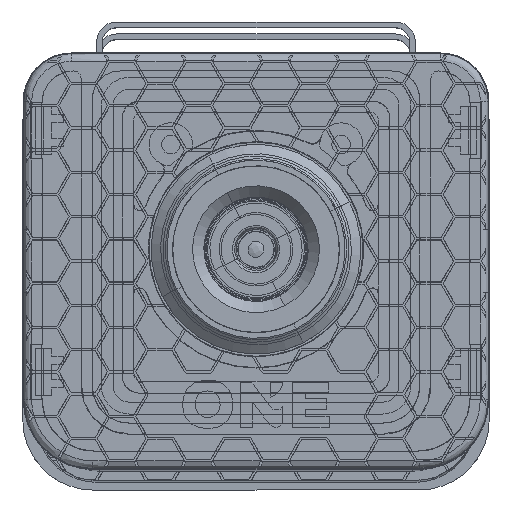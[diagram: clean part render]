
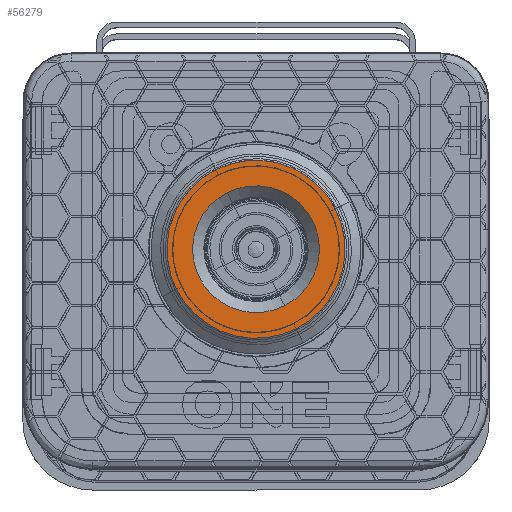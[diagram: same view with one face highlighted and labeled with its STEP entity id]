
A CAD part, top view. The second image highlights one B-rep face of the part: STEP entity #56279.
In plain terms, the highlighted face is planar.
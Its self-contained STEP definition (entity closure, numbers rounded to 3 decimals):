
#1603 = CARTESIAN_POINT ( 'NONE',  ( 11.25, 4.509, 0. ) ) ;
#1924 = AXIS2_PLACEMENT_3D ( 'NONE', #17404, #43609, #50914 ) ;
#6308 = EDGE_CURVE ( 'NONE', #19592, #20052, #31996, .T. ) ;
#6452 = CARTESIAN_POINT ( 'NONE',  ( 0., 4.509, -8. ) ) ;
#7532 = AXIS2_PLACEMENT_3D ( 'NONE', #62320, #14632, #9873 ) ;
#9475 = DIRECTION ( 'NONE',  ( 1., 0., 0. ) ) ;
#9873 = DIRECTION ( 'NONE',  ( 0., 0., 1. ) ) ;
#14349 = CIRCLE ( 'NONE', #7532, 8. ) ;
#14452 = ORIENTED_EDGE ( 'NONE', *, *, #6308, .F. ) ;
#14632 = DIRECTION ( 'NONE',  ( 0., 1., 0. ) ) ;
#17404 = CARTESIAN_POINT ( 'NONE',  ( 0., 4.509, 0. ) ) ;
#19165 = EDGE_CURVE ( 'NONE', #65152, #21829, #14349, .T. ) ;
#19592 = VERTEX_POINT ( 'NONE', #1603 ) ;
#20052 = VERTEX_POINT ( 'NONE', #26851 ) ;
#21829 = VERTEX_POINT ( 'NONE', #6452 ) ;
#25137 = FACE_BOUND ( 'NONE', #37113, .T. ) ;
#26851 = CARTESIAN_POINT ( 'NONE',  ( -11.25, 4.509, 0. ) ) ;
#29252 = DIRECTION ( 'NONE',  ( 0., 0., 1. ) ) ;
#31996 = CIRCLE ( 'NONE', #80028, 11.25 ) ;
#35458 = DIRECTION ( 'NONE',  ( 0., -1., 0. ) ) ;
#37113 = EDGE_LOOP ( 'NONE', ( #83891, #48614 ) ) ;
#40656 = CARTESIAN_POINT ( 'NONE',  ( 0., 4.509, 0. ) ) ;
#42972 = EDGE_LOOP ( 'NONE', ( #14452, #45686 ) ) ;
#43609 = DIRECTION ( 'NONE',  ( 0., -1., 0. ) ) ;
#45686 = ORIENTED_EDGE ( 'NONE', *, *, #65407, .F. ) ;
#45825 = AXIS2_PLACEMENT_3D ( 'NONE', #40656, #35458, #66884 ) ;
#48614 = ORIENTED_EDGE ( 'NONE', *, *, #48955, .F. ) ;
#48955 = EDGE_CURVE ( 'NONE', #21829, #65152, #52963, .T. ) ;
#49633 = FACE_OUTER_BOUND ( 'NONE', #42972, .T. ) ;
#50914 = DIRECTION ( 'NONE',  ( 0., 0., -1. ) ) ;
#52963 = CIRCLE ( 'NONE', #76298, 8. ) ;
#56279 = ADVANCED_FACE ( 'NONE', ( #25137, #49633 ), #56964, .F. ) ;
#56964 = PLANE ( 'NONE',  #1924 ) ;
#60934 = CIRCLE ( 'NONE', #45825, 11.25 ) ;
#61370 = CARTESIAN_POINT ( 'NONE',  ( 0., 4.509, 8. ) ) ;
#62320 = CARTESIAN_POINT ( 'NONE',  ( 0., 4.509, 0. ) ) ;
#65152 = VERTEX_POINT ( 'NONE', #61370 ) ;
#65407 = EDGE_CURVE ( 'NONE', #20052, #19592, #60934, .T. ) ;
#66884 = DIRECTION ( 'NONE',  ( 1., 0., 0. ) ) ;
#68353 = DIRECTION ( 'NONE',  ( 0., -1., 0. ) ) ;
#68370 = CARTESIAN_POINT ( 'NONE',  ( 0., 4.509, 0. ) ) ;
#68800 = DIRECTION ( 'NONE',  ( 0., 1., 0. ) ) ;
#74835 = CARTESIAN_POINT ( 'NONE',  ( 0., 4.509, 0. ) ) ;
#76298 = AXIS2_PLACEMENT_3D ( 'NONE', #68370, #68800, #29252 ) ;
#80028 = AXIS2_PLACEMENT_3D ( 'NONE', #74835, #68353, #9475 ) ;
#83891 = ORIENTED_EDGE ( 'NONE', *, *, #19165, .F. ) ;
